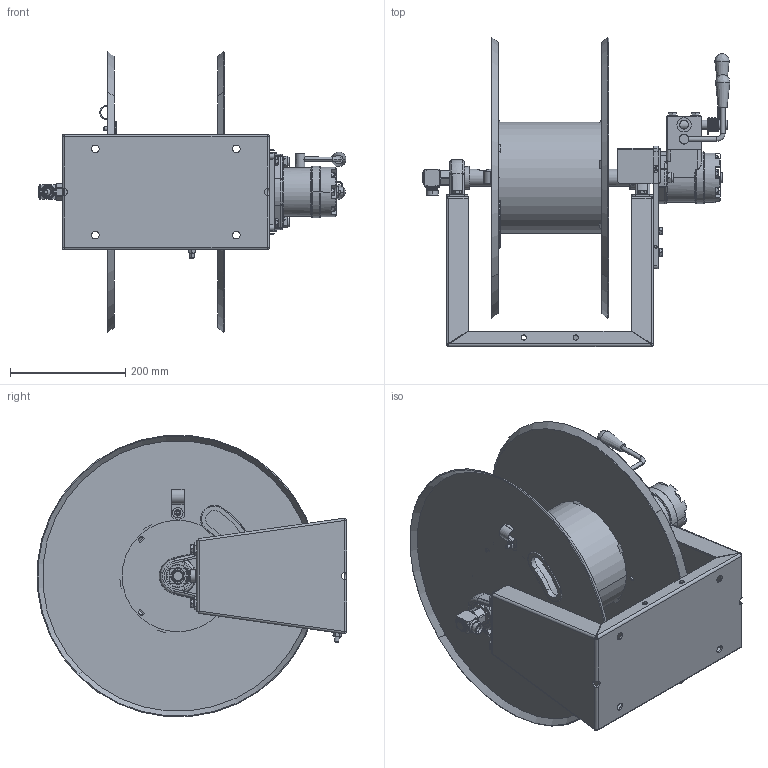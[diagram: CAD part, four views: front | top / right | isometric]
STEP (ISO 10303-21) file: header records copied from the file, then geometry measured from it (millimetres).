
FILE_DESCRIPTION((''),'2;1');
FILE_NAME('330_050_O_ASM','2020-12-23T',('CAD-01'),('CDM'),'PRO/ENGINEER BY PARAMETRIC TECHNOLOGY CORPORATION, 2015030','PRO/ENGINEER BY PARAMETRIC TECHNOLOGY CORPORATION, 2015030','');
FILE_SCHEMA(('CONFIG_CONTROL_DESIGN'));
Products named in the file (1): 330_050_O_ASM
Bounding box: 534.81 x 537.37 x 488.14 mm (x, y, z)
Surface area: 1602098.5 mm2 (no closed solid volume)
Topology: 0 solids, 164 shells, 1097 faces, 3837 edges, 2776 vertices
Faces by surface type: plane 485, cylinder 244, cone 236, bspline 65, torus 49, sphere 18
Entity records: 57890 total; most frequent: CARTESIAN_POINT 18654, DIRECTION 6458, ORIENTED_EDGE 5719, EDGE_CURVE 3815, VERTEX_POINT 2776, AXIS2_PLACEMENT_3D 2451, VECTOR 1556, LINE 1556
